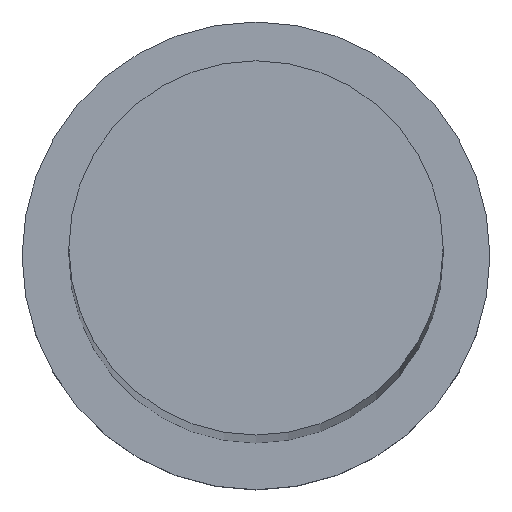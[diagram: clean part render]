
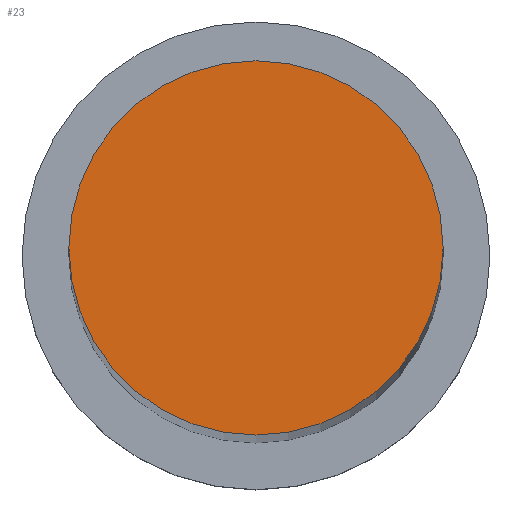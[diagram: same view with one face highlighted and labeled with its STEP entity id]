
A CAD part, top view. The second image highlights one B-rep face of the part: STEP entity #23.
In plain terms, the highlighted planar face has unit normal (0, 0, 1).
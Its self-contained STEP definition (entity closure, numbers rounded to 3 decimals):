
#8 = ORIENTED_EDGE ( 'NONE', *, *, #66, .T. ) ;
#18 = AXIS2_PLACEMENT_3D ( 'NONE', #76, #78, #111 ) ;
#23 = ADVANCED_FACE ( 'NONE', ( #218 ), #58, .T. ) ;
#24 = CARTESIAN_POINT ( 'NONE',  ( 16., 0., 400. ) ) ;
#35 = ORIENTED_EDGE ( 'NONE', *, *, #77, .T. ) ;
#38 = VERTEX_POINT ( 'NONE', #24 ) ;
#40 = DIRECTION ( 'NONE',  ( 1., 0., 0. ) ) ;
#42 = DIRECTION ( 'NONE',  ( 0., 0., 1. ) ) ;
#53 = CIRCLE ( 'NONE', #226, 16. ) ;
#58 = PLANE ( 'NONE',  #18 ) ;
#60 = CARTESIAN_POINT ( 'NONE',  ( 0., 0., 400. ) ) ;
#66 = EDGE_CURVE ( 'NONE', #147, #38, #247, .T. ) ;
#76 = CARTESIAN_POINT ( 'NONE',  ( 0., 0., 400. ) ) ;
#77 = EDGE_CURVE ( 'NONE', #38, #147, #53, .T. ) ;
#78 = DIRECTION ( 'NONE',  ( 0., 0., 1. ) ) ;
#101 = CARTESIAN_POINT ( 'NONE',  ( -16., 0., 400. ) ) ;
#111 = DIRECTION ( 'NONE',  ( 1., 0., 0. ) ) ;
#114 = DIRECTION ( 'NONE',  ( 1., 0., 0. ) ) ;
#135 = DIRECTION ( 'NONE',  ( 0., 0., 1. ) ) ;
#147 = VERTEX_POINT ( 'NONE', #101 ) ;
#174 = EDGE_LOOP ( 'NONE', ( #8, #35 ) ) ;
#178 = CARTESIAN_POINT ( 'NONE',  ( 0., 0., 400. ) ) ;
#218 = FACE_OUTER_BOUND ( 'NONE', #174, .T. ) ;
#226 = AXIS2_PLACEMENT_3D ( 'NONE', #178, #135, #40 ) ;
#231 = AXIS2_PLACEMENT_3D ( 'NONE', #60, #42, #114 ) ;
#247 = CIRCLE ( 'NONE', #231, 16. ) ;
